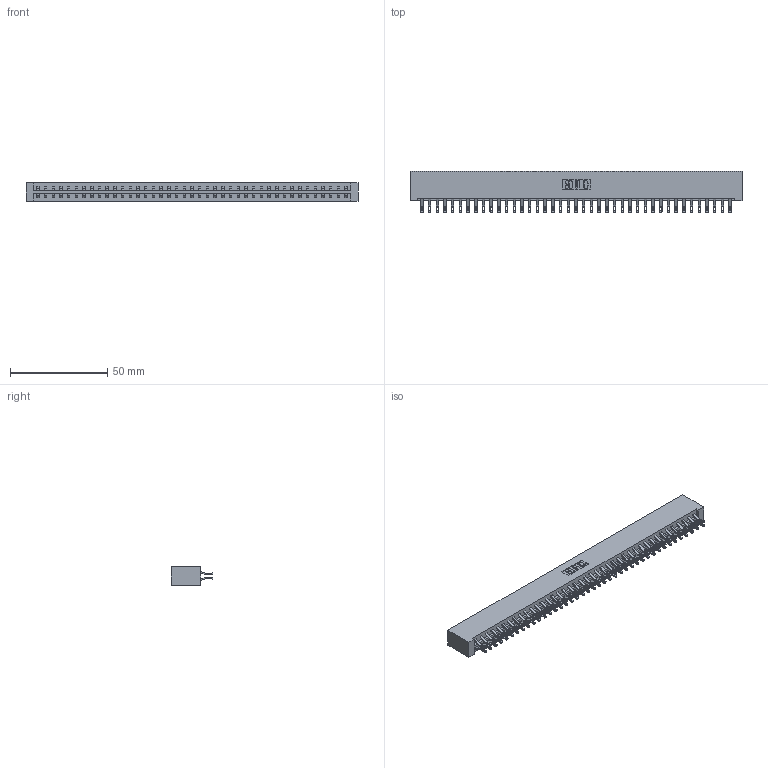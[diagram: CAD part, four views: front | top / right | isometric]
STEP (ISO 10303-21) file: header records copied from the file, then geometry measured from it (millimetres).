
FILE_DESCRIPTION (( 'STEP AP203' ), '1' );
FILE_NAME ('333-082-555-201.STEP', '2018-08-05T03:22:41', ( '' ), ( '' ), 'SwSTEP 2.0', 'SolidWorks 2016', '' );
FILE_SCHEMA (( 'CONFIG_CONTROL_DESIGN' ));
Length unit declared in the file: inch
Products named in the file (3): 333 Part_Lugless; 345-292-001_555 Tail; 333-082-555-201
Assembly tree (83 placements, depth 2):
  333-082-555-201
    333 Part_Lugless
    345-292-001_555 Tail  x82
Bounding box: 170.71 x 21.47 x 9.4 mm (x, y, z)
Volume: 18289.6 mm3; surface area: 22525.9 mm2
Topology: 83 solids, 83 shells, 4862 faces, 15293 edges, 10194 vertices
Faces by surface type: plane 2854, cylinder 2008
Entity records: 26555 total; most frequent: CARTESIAN_POINT 4436, ORIENTED_EDGE 4342, DIRECTION 3755, EDGE_CURVE 2171, LINE 2031, VECTOR 2031, VERTEX_POINT 1446, AXIS2_PLACEMENT_3D 862
